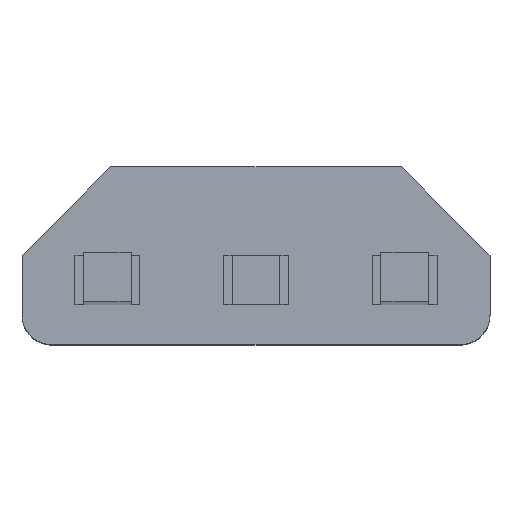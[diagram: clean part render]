
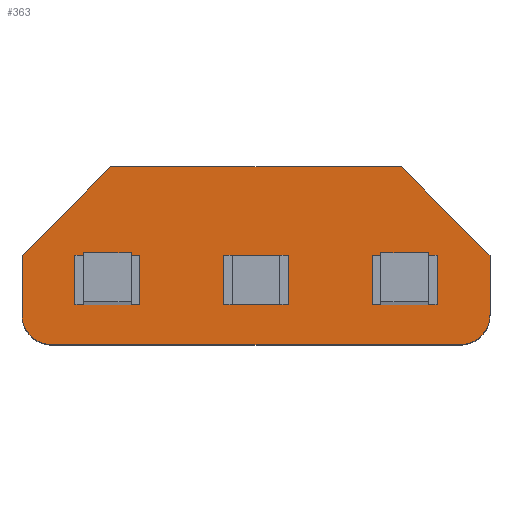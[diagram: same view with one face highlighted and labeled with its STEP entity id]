
A CAD part, top view. The second image highlights one B-rep face of the part: STEP entity #363.
In plain terms, the highlighted planar face has unit normal (0, 0, 1).
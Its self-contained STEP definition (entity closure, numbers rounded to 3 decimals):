
#66=DIRECTION('',(1.,0.,0.));
#67=VECTOR('',#66,2.48);
#68=CARTESIAN_POINT('',(-1.24,0.76,0.));
#69=LINE('',#68,#67);
#131=CARTESIAN_POINT('',(1.746,-0.506,0.));
#132=DIRECTION('',(0.,0.,1.));
#133=DIRECTION('',(0.,-1.,0.));
#134=AXIS2_PLACEMENT_3D('',#131,#132,#133);
#139=CARTESIAN_POINT('',(-1.746,-0.506,0.));
#140=DIRECTION('',(0.,0.,1.));
#141=DIRECTION('',(-1.,0.,0.));
#142=AXIS2_PLACEMENT_3D('',#139,#140,#141);
#147=DIRECTION('',(0.,-1.,0.));
#148=VECTOR('',#147,0.506);
#149=CARTESIAN_POINT('',(-2.,0.,0.));
#150=LINE('',#149,#148);
#154=DIRECTION('',(-0.707,-0.707,0.));
#155=VECTOR('',#154,1.075);
#156=CARTESIAN_POINT('',(-1.24,0.76,0.));
#157=LINE('',#156,#155);
#161=DIRECTION('',(0.707,-0.707,0.));
#162=VECTOR('',#161,1.075);
#163=CARTESIAN_POINT('',(1.24,0.76,0.));
#164=LINE('',#163,#162);
#189=DIRECTION('',(1.,0.,0.));
#190=VECTOR('',#189,3.492);
#191=CARTESIAN_POINT('',(-1.746,-0.76,0.));
#192=LINE('',#191,#190);
#210=DIRECTION('',(0.,-1.,0.));
#211=VECTOR('',#210,0.506);
#212=CARTESIAN_POINT('',(2.,0.,0.));
#213=LINE('',#212,#211);
#217=CARTESIAN_POINT('',(1.24,0.76,0.));
#219=VERTEX_POINT('',#217);
#221=CARTESIAN_POINT('',(-1.24,0.76,0.));
#223=VERTEX_POINT('',#221);
#225=CARTESIAN_POINT('',(-2.,0.,0.));
#227=VERTEX_POINT('',#225);
#229=CARTESIAN_POINT('',(2.,0.,0.));
#231=VERTEX_POINT('',#229);
#233=CARTESIAN_POINT('',(1.746,-0.76,0.));
#234=CARTESIAN_POINT('',(2.,-0.506,0.));
#235=VERTEX_POINT('',#233);
#236=VERTEX_POINT('',#234);
#245=CARTESIAN_POINT('',(-2.,-0.506,0.));
#246=VERTEX_POINT('',#245);
#247=CARTESIAN_POINT('',(-1.746,-0.76,0.));
#248=VERTEX_POINT('',#247);
#345=CARTESIAN_POINT('',(-2.,0.,0.));
#346=DIRECTION('',(0.,0.,1.));
#347=DIRECTION('',(1.,0.,0.));
#348=AXIS2_PLACEMENT_3D('',#345,#346,#347);
#349=PLANE('',#348);
#350=ORIENTED_EDGE('',*,*,#335,.F.);
#352=ORIENTED_EDGE('',*,*,#351,.F.);
#353=ORIENTED_EDGE('',*,*,#303,.F.);
#354=ORIENTED_EDGE('',*,*,#290,.F.);
#355=ORIENTED_EDGE('',*,*,#275,.F.);
#356=ORIENTED_EDGE('',*,*,#260,.T.);
#358=ORIENTED_EDGE('',*,*,#357,.T.);
#360=ORIENTED_EDGE('',*,*,#359,.T.);
#361=EDGE_LOOP('',(#350,#352,#353,#354,#355,#356,#358,#360));
#362=FACE_OUTER_BOUND('',#361,.F.);
#363=ADVANCED_FACE('',(#362),#349,.T.);
#135=CIRCLE('',#134,0.254);
#143=CIRCLE('',#142,0.254);
#260=EDGE_CURVE('',#223,#219,#69,.T.);
#275=EDGE_CURVE('',#223,#227,#157,.T.);
#290=EDGE_CURVE('',#227,#246,#150,.T.);
#303=EDGE_CURVE('',#246,#248,#143,.T.);
#335=EDGE_CURVE('',#235,#236,#135,.T.);
#351=EDGE_CURVE('',#248,#235,#192,.T.);
#357=EDGE_CURVE('',#219,#231,#164,.T.);
#359=EDGE_CURVE('',#231,#236,#213,.T.);
